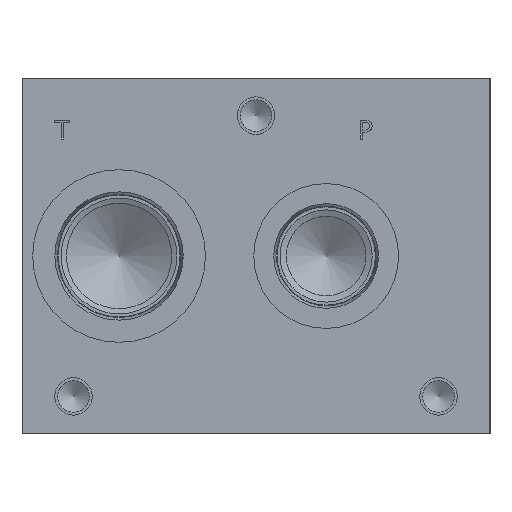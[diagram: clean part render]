
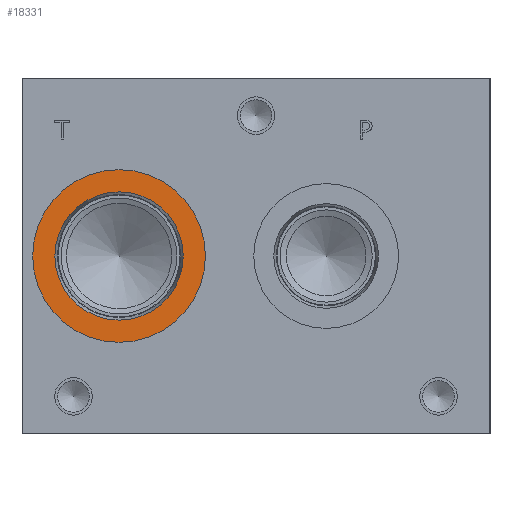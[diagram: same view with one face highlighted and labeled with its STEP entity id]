
A CAD part, left-side view. The second image highlights one B-rep face of the part: STEP entity #18331.
In plain terms, the highlighted planar face has unit normal (-1, 0, 0).
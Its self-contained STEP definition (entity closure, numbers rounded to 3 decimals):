
#420=CIRCLE('',#19268,29.286);
#421=CIRCLE('',#19269,29.286);
#422=CIRCLE('',#19271,21.755);
#423=CIRCLE('',#19272,21.755);
#1034=FACE_BOUND('',#3338,.T.);
#2265=FACE_OUTER_BOUND('',#3337,.T.);
#3337=EDGE_LOOP('',(#14935,#14936));
#3338=EDGE_LOOP('',(#14937,#14938));
#8253=VERTEX_POINT('',#30347);
#8254=VERTEX_POINT('',#30349);
#8255=VERTEX_POINT('',#30353);
#8256=VERTEX_POINT('',#30354);
#10627=EDGE_CURVE('',#8253,#8254,#420,.T.);
#10628=EDGE_CURVE('',#8254,#8253,#421,.T.);
#10629=EDGE_CURVE('',#8255,#8256,#422,.T.);
#10630=EDGE_CURVE('',#8256,#8255,#423,.T.);
#14935=ORIENTED_EDGE('',*,*,#10628,.F.);
#14936=ORIENTED_EDGE('',*,*,#10627,.F.);
#14937=ORIENTED_EDGE('',*,*,#10629,.T.);
#14938=ORIENTED_EDGE('',*,*,#10630,.T.);
#17035=PLANE('',#19270);
#18331=ADVANCED_FACE('',(#2265,#1034),#17035,.F.);
#19268=AXIS2_PLACEMENT_3D('',#30350,#22679,#22680);
#19269=AXIS2_PLACEMENT_3D('',#30351,#22681,#22682);
#19270=AXIS2_PLACEMENT_3D('',#30352,#22683,#22684);
#19271=AXIS2_PLACEMENT_3D('',#30355,#22685,#22686);
#19272=AXIS2_PLACEMENT_3D('',#30356,#22687,#22688);
#22679=DIRECTION('center_axis',(1.,0.,0.));
#22680=DIRECTION('ref_axis',(0.,0.,-1.));
#22681=DIRECTION('center_axis',(1.,0.,0.));
#22682=DIRECTION('ref_axis',(0.,0.,-1.));
#22683=DIRECTION('center_axis',(1.,0.,0.));
#22684=DIRECTION('ref_axis',(0.,0.,-1.));
#22685=DIRECTION('center_axis',(1.,0.,0.));
#22686=DIRECTION('ref_axis',(0.,0.,-1.));
#22687=DIRECTION('center_axis',(1.,0.,0.));
#22688=DIRECTION('ref_axis',(0.,0.,-1.));
#30347=CARTESIAN_POINT('',(0.787,125.832,31.039));
#30349=CARTESIAN_POINT('',(0.787,125.832,89.611));
#30350=CARTESIAN_POINT('Origin',(0.787,125.832,60.325));
#30351=CARTESIAN_POINT('Origin',(0.787,125.832,60.325));
#30352=CARTESIAN_POINT('Origin',(0.787,125.832,82.08));
#30353=CARTESIAN_POINT('',(0.787,125.832,82.08));
#30354=CARTESIAN_POINT('',(0.787,125.832,38.57));
#30355=CARTESIAN_POINT('Origin',(0.787,125.832,60.325));
#30356=CARTESIAN_POINT('Origin',(0.787,125.832,60.325));
